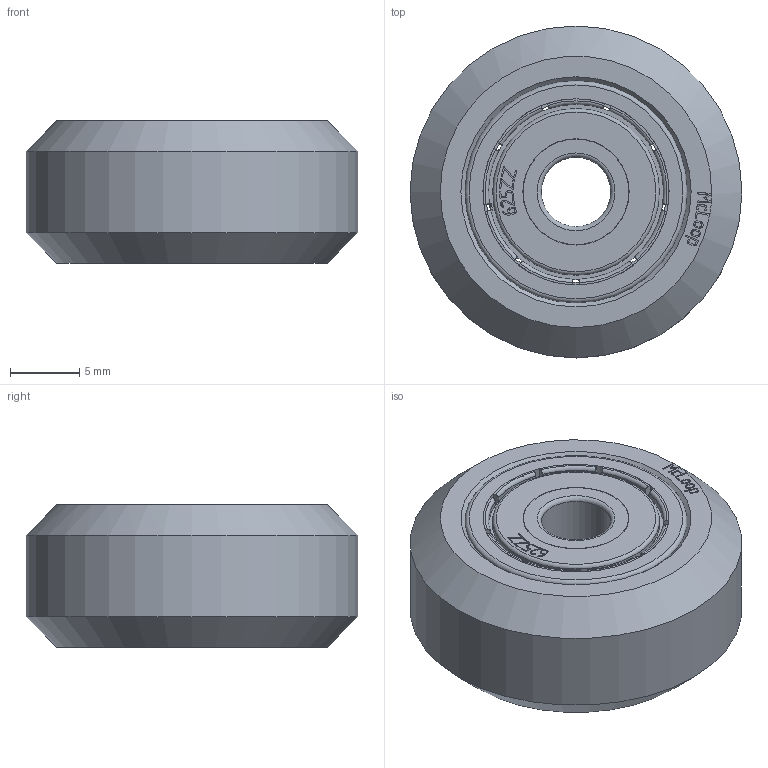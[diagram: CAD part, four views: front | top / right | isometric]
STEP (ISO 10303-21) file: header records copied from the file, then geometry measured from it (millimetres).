
FILE_DESCRIPTION(/* description */ (''),/* implementation_level */ '2;1');
FILE_NAME(/* name */ 'gantry wheel for 20x20 v4.step',/* time_stamp */ '2022-03-20T13:48:22+05:00',/* author */ (''),/* organization */ (''),/* preprocessor_version */ 'ST-DEVELOPER v18.1',/* originating_system */ 'Autodesk Translation Framework v10.13.0.1454',/* authorisation */ '');
FILE_SCHEMA (('AUTOMOTIVE_DESIGN { 1 0 10303 214 3 1 1 }'));
Length unit declared in the file: millimetre
Products named in the file (10): gantry wheel for 20x20; WHEEL; 625ZZ v3; 625ZZ v3_1; G Inner bearing holder v3 v1; G Separator v6 v1; G Inner bearing holder v3 v1 (1); G Bearing ball v1 v1; G Stuffing box v8 v1; G Stuffing box v8 v1 (1)
Assembly tree (25 placements, depth 3):
  gantry wheel for 20x20
    WHEEL
    625ZZ v3
      G Inner bearing holder v3 v1
      G Separator v6 v1
      G Bearing ball v1 v1  x6
      G Inner bearing holder v3 v1 (1)
      G Stuffing box v8 v1
      G Stuffing box v8 v1 (1)
    625ZZ v3_1
      G Inner bearing holder v3 v1
      G Separator v6 v1
      G Bearing ball v1 v1  x6
      G Inner bearing holder v3 v1 (1)
      G Stuffing box v8 v1
      G Stuffing box v8 v1 (1)
Bounding box: 23.89 x 23.89 x 10.23 mm (x, y, z)
Volume: 3534.5 mm3; surface area: 5319.8 mm2
Topology: 23 solids, 23 shells, 1065 faces, 2956 edges, 1940 vertices
Faces by surface type: bspline 422, plane 383, cylinder 140, torus 92, sphere 24, cone 4
Full cylindrical faces by diameter (mm): 5 x2, 7.6 x4, 7.65 x4, 8.5 x2, 11.5 x6, 12 x4, 13 x4, 13.4 x4, 13.974 x1, 15.974 x2, 16 x2, 23.89 x1
Entity records: 20939 total; most frequent: CARTESIAN_POINT 7127, ORIENTED_EDGE 3254, DIRECTION 2043, EDGE_CURVE 1627, VERTEX_POINT 1074, LINE 795, VECTOR 795, EDGE_LOOP 627
